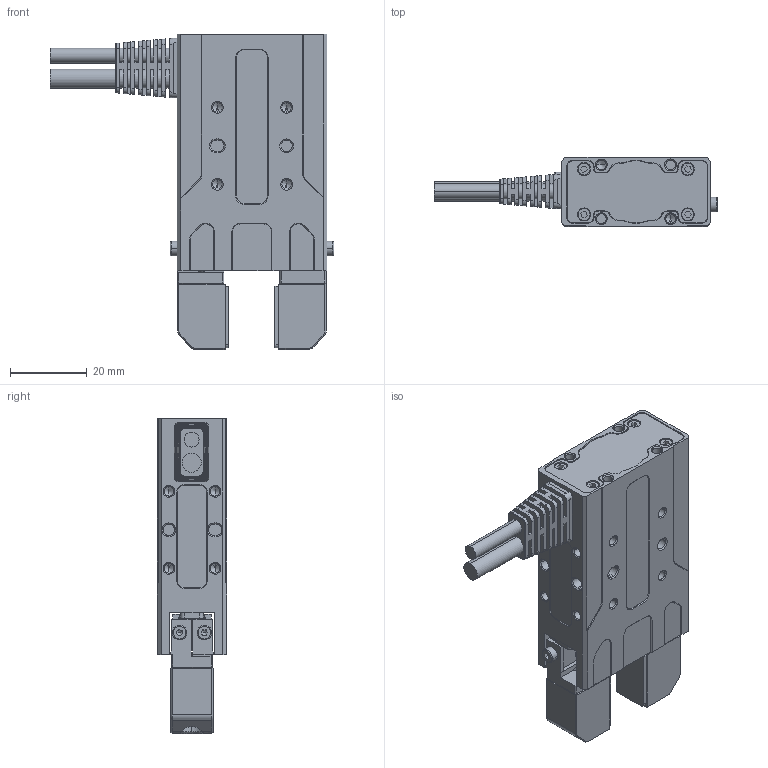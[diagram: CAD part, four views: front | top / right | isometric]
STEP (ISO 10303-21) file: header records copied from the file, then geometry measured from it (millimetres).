
FILE_DESCRIPTION (( 'STEP AP203' ), '1' );
FILE_NAME ('PGE2-12-0-S.STEP', '2021-12-13T03:14:18', ( '' ), ( '' ), 'SwSTEP 2.0', 'SolidWorks 2020', '' );
FILE_SCHEMA (( 'CONFIG_CONTROL_DESIGN' ));
Length unit declared in the file: millimetre
Products named in the file (4): FINGER BASE; BODY; PGE2硌潑; PGE2-12-0-S
Assembly tree (5 placements, depth 2):
  PGE2-12-0-S
    BODY
    FINGER BASE  x2
    PGE2硌潑  x2
Bounding box: 73.8 x 18 x 82 mm (x, y, z)
Volume: 45350.4 mm3; surface area: 19091.9 mm2
Topology: 5 solids, 13 shells, 1003 faces, 2677 edges, 1704 vertices
Faces by surface type: plane 496, cylinder 297, cone 184, bspline 18, torus 8
Entity records: 26888 total; most frequent: CARTESIAN_POINT 5313, DIRECTION 4482, ORIENTED_EDGE 4434, EDGE_CURVE 2217, AXIS2_PLACEMENT_3D 1552, VERTEX_POINT 1451, VECTOR 1378, LINE 1378
